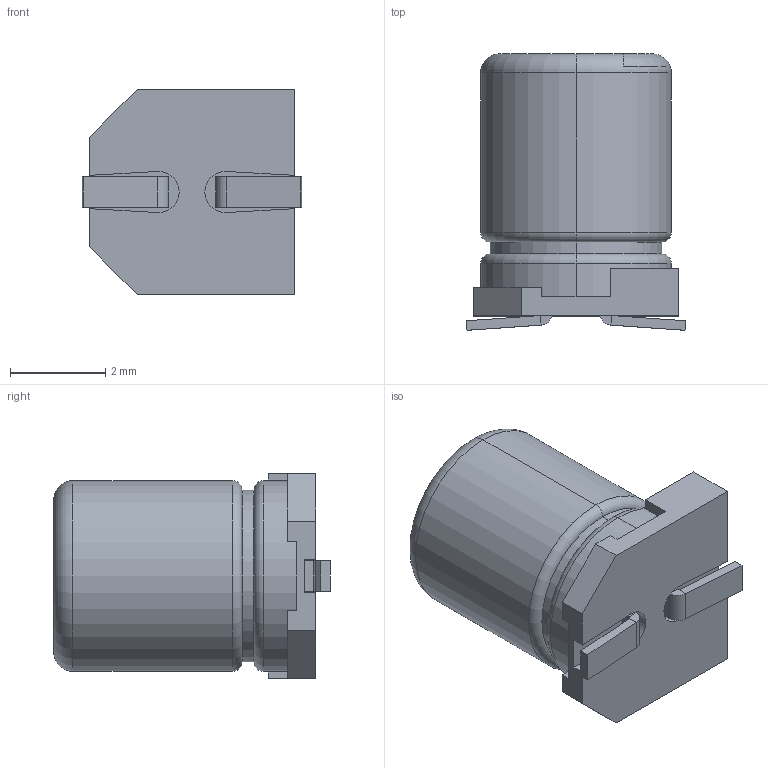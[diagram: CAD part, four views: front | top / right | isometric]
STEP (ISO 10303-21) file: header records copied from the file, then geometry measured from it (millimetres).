
FILE_DESCRIPTION (( 'STEP AP214' ), '1' );
FILE_NAME ('EEE-1CA100SR.STEP', '2020-04-21T08:53:24', ( '' ), ( '' ), 'SwSTEP 2.0', 'SolidWorks 2017', '' );
FILE_SCHEMA (( 'AUTOMOTIVE_DESIGN' ));
Length unit declared in the file: millimetre
Products named in the file (1): EEE-1CA100SR
Bounding box: 4.6 x 5.8 x 4.3 mm (x, y, z)
Volume: 71.3 mm3; surface area: 153.9 mm2
Topology: 5 solids, 5 shells, 84 faces, 196 edges, 122 vertices
Faces by surface type: plane 57, cylinder 20, torus 7
Entity records: 2446 total; most frequent: CARTESIAN_POINT 423, DIRECTION 414, ORIENTED_EDGE 392, EDGE_CURVE 196, LINE 140, VECTOR 140, AXIS2_PLACEMENT_3D 137, VERTEX_POINT 122
